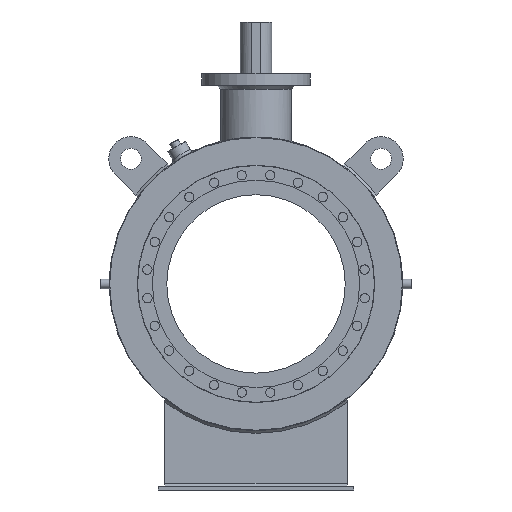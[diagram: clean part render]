
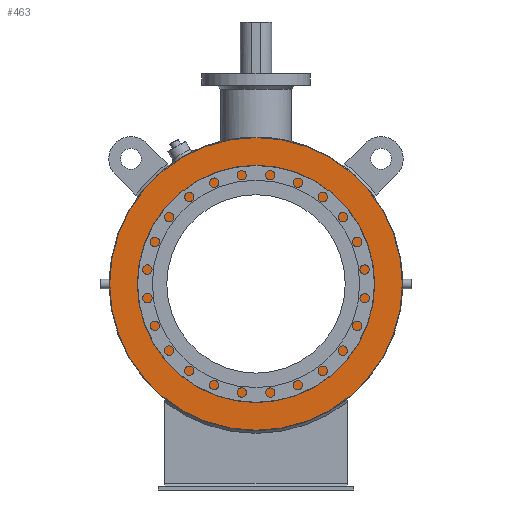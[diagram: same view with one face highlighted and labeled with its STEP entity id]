
A CAD part, left-side view. The second image highlights one B-rep face of the part: STEP entity #463.
In plain terms, the highlighted planar face has unit normal (-1, 0, 0).
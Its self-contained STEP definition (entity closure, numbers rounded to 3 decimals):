
#463 = ADVANCED_FACE( '', ( #1156, #1157 ), #1158, .F. );
#1156 = FACE_BOUND( '', #3042, .T. );
#1157 = FACE_OUTER_BOUND( '', #3043, .T. );
#1158 = PLANE( '', #3044 );
#3042 = EDGE_LOOP( '', ( #4285 ) );
#3043 = EDGE_LOOP( '', ( #4286 ) );
#3044 = AXIS2_PLACEMENT_3D( '', #4287, #4288, #4289 );
#4285 = ORIENTED_EDGE( '', *, *, #4944, .T. );
#4286 = ORIENTED_EDGE( '', *, *, #4886, .T. );
#4287 = CARTESIAN_POINT( '', ( -488., 0., 563. ) );
#4288 = DIRECTION( '', ( 1., 0., 0. ) );
#4289 = DIRECTION( '', ( 0., 0., -1. ) );
#4886 = EDGE_CURVE( '', #5582, #5582, #5583, .F. );
#4944 = EDGE_CURVE( '', #5677, #5677, #5678, .T. );
#5582 = VERTEX_POINT( '', #7316 );
#5583 = CIRCLE( '', #7317, 561. );
#5677 = VERTEX_POINT( '', #7911 );
#5678 = CIRCLE( '', #7912, 367. );
#7316 = CARTESIAN_POINT( '', ( -488., 0., -561. ) );
#7317 = AXIS2_PLACEMENT_3D( '', #8644, #8645, #8646 );
#7911 = CARTESIAN_POINT( '', ( -488., 0., -367. ) );
#7912 = AXIS2_PLACEMENT_3D( '', #8728, #8729, #8730 );
#8644 = CARTESIAN_POINT( '', ( -488., 0., 0. ) );
#8645 = DIRECTION( '', ( 1., 0., 0. ) );
#8646 = DIRECTION( '', ( 0., 0., -1. ) );
#8728 = CARTESIAN_POINT( '', ( -488., 0., 0. ) );
#8729 = DIRECTION( '', ( 1., 0., 0. ) );
#8730 = DIRECTION( '', ( 0., 0., -1. ) );
